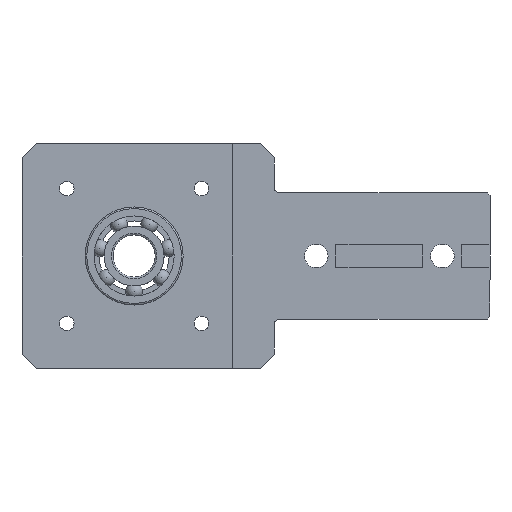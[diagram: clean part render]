
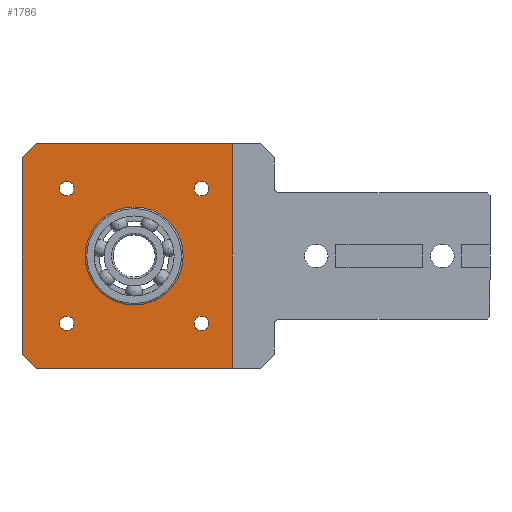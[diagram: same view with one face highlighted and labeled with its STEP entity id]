
A CAD part, front view. The second image highlights one B-rep face of the part: STEP entity #1786.
In plain terms, the highlighted planar face has unit normal (0, -1, 0).
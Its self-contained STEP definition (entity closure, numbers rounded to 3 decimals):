
#1428=CARTESIAN_POINT('',(-59.04,-2.,-21.44));
#1429=VERTEX_POINT('',#1428);
#1430=CARTESIAN_POINT('',(-59.04,-2.,-24.04));
#1431=DIRECTION('',(0.0,1.0,0.0));
#1432=DIRECTION('',(0.0,0.0,-1.0));
#1433=AXIS2_PLACEMENT_3D('',#1430,#1431,#1432);
#1434=CIRCLE('',#1433,2.6);
#1435=EDGE_CURVE('',#1429,#1429,#1434,.T.);
#1448=CARTESIAN_POINT('',(-13.56,-2.,-24.04));
#1449=VERTEX_POINT('',#1448);
#1450=CARTESIAN_POINT('',(-10.96,-2.,-24.04));
#1451=DIRECTION('',(0.0,1.0,0.0));
#1452=DIRECTION('',(1.0,0.0,0.0));
#1453=AXIS2_PLACEMENT_3D('',#1450,#1451,#1452);
#1454=CIRCLE('',#1453,2.6);
#1455=EDGE_CURVE('',#1449,#1449,#1454,.T.);
#1468=CARTESIAN_POINT('',(-10.96,-2.,21.44));
#1469=VERTEX_POINT('',#1468);
#1470=CARTESIAN_POINT('',(-10.96,-2.,24.04));
#1471=DIRECTION('',(0.0,1.0,0.0));
#1472=DIRECTION('',(0.0,0.0,1.0));
#1473=AXIS2_PLACEMENT_3D('',#1470,#1471,#1472);
#1474=CIRCLE('',#1473,2.6);
#1475=EDGE_CURVE('',#1469,#1469,#1474,.T.);
#1488=CARTESIAN_POINT('',(-56.44,-2.,24.04));
#1489=VERTEX_POINT('',#1488);
#1490=CARTESIAN_POINT('',(-59.04,-2.,24.04));
#1491=DIRECTION('',(0.0,1.0,0.0));
#1492=DIRECTION('',(-1.0,0.0,0.0));
#1493=AXIS2_PLACEMENT_3D('',#1490,#1491,#1492);
#1494=CIRCLE('',#1493,2.6);
#1495=EDGE_CURVE('',#1489,#1489,#1494,.T.);
#1557=CARTESIAN_POINT('',(-17.5,-2.,0.));
#1558=VERTEX_POINT('',#1557);
#1559=CARTESIAN_POINT('',(-35.,-2.,0.));
#1560=DIRECTION('',(0.0,1.0,0.0));
#1561=DIRECTION('',(-1.0,0.0,0.0));
#1562=AXIS2_PLACEMENT_3D('',#1559,#1560,#1561);
#1563=CIRCLE('',#1562,17.5);
#1564=EDGE_CURVE('',#1558,#1558,#1563,.T.);
#1587=CARTESIAN_POINT('',(0.0,-2.,40.));
#1588=VERTEX_POINT('',#1587);
#1595=CARTESIAN_POINT('',(0.0,-2.,-40.));
#1596=VERTEX_POINT('',#1595);
#1597=CARTESIAN_POINT('',(0.,-2.,-40.0));
#1598=DIRECTION('',(0.0,0.0,1.0));
#1599=VECTOR('',#1598,80.0);
#1600=LINE('',#1597,#1599);
#1601=EDGE_CURVE('',#1596,#1588,#1600,.T.);
#1633=CARTESIAN_POINT('',(-70.,-2.,-40.));
#1634=VERTEX_POINT('',#1633);
#1635=CARTESIAN_POINT('',(0.0,-2.,-40.0));
#1636=DIRECTION('',(-1.0,0.0,0.0));
#1637=VECTOR('',#1636,70.0);
#1638=LINE('',#1635,#1637);
#1639=EDGE_CURVE('',#1596,#1634,#1638,.T.);
#1657=CARTESIAN_POINT('',(-75.0,-2.,-35.));
#1658=VERTEX_POINT('',#1657);
#1659=CARTESIAN_POINT('',(-70.,-2.,-40.));
#1660=DIRECTION('',(-0.707,0.0,0.707));
#1661=VECTOR('',#1660,7.071);
#1662=LINE('',#1659,#1661);
#1663=EDGE_CURVE('',#1634,#1658,#1662,.T.);
#1681=CARTESIAN_POINT('',(-75.0,-2.,35.));
#1682=VERTEX_POINT('',#1681);
#1683=CARTESIAN_POINT('',(-75.0,-2.,-35.));
#1684=DIRECTION('',(0.0,0.0,1.0));
#1685=VECTOR('',#1684,70.0);
#1686=LINE('',#1683,#1685);
#1687=EDGE_CURVE('',#1658,#1682,#1686,.T.);
#1705=CARTESIAN_POINT('',(-70.0,-2.,40.));
#1706=VERTEX_POINT('',#1705);
#1707=CARTESIAN_POINT('',(-75.0,-2.,35.));
#1708=DIRECTION('',(0.707,0.0,0.707));
#1709=VECTOR('',#1708,7.071);
#1710=LINE('',#1707,#1709);
#1711=EDGE_CURVE('',#1682,#1706,#1710,.T.);
#1729=CARTESIAN_POINT('',(-70.0,-2.,40.));
#1730=DIRECTION('',(1.0,0.0,0.0));
#1731=VECTOR('',#1730,70.);
#1732=LINE('',#1729,#1731);
#1733=EDGE_CURVE('',#1706,#1588,#1732,.T.);
#1758=CARTESIAN_POINT('',(3.847,-2.,0.));
#1759=DIRECTION('',(0.0,-1.0,0.0));
#1760=DIRECTION('',(1.0,0.0,0.0));
#1761=AXIS2_PLACEMENT_3D('',#1758,#1759,#1760);
#1762=PLANE('',#1761);
#1763=ORIENTED_EDGE('',*,*,#1601,.T.);
#1764=ORIENTED_EDGE('',*,*,#1733,.F.);
#1765=ORIENTED_EDGE('',*,*,#1711,.F.);
#1766=ORIENTED_EDGE('',*,*,#1687,.F.);
#1767=ORIENTED_EDGE('',*,*,#1663,.F.);
#1768=ORIENTED_EDGE('',*,*,#1639,.F.);
#1769=EDGE_LOOP('',(#1763,#1764,#1765,#1766,#1767,#1768));
#1770=FACE_OUTER_BOUND('',#1769,.T.);
#1771=ORIENTED_EDGE('',*,*,#1435,.T.);
#1772=EDGE_LOOP('',(#1771));
#1773=FACE_BOUND('',#1772,.T.);
#1774=ORIENTED_EDGE('',*,*,#1455,.T.);
#1775=EDGE_LOOP('',(#1774));
#1776=FACE_BOUND('',#1775,.T.);
#1777=ORIENTED_EDGE('',*,*,#1475,.T.);
#1778=EDGE_LOOP('',(#1777));
#1779=FACE_BOUND('',#1778,.T.);
#1780=ORIENTED_EDGE('',*,*,#1495,.T.);
#1781=EDGE_LOOP('',(#1780));
#1782=FACE_BOUND('',#1781,.T.);
#1783=ORIENTED_EDGE('',*,*,#1564,.T.);
#1784=EDGE_LOOP('',(#1783));
#1785=FACE_BOUND('',#1784,.T.);
#1786=ADVANCED_FACE('',(#1770,#1773,#1776,#1779,#1782,#1785),#1762,.T.);
